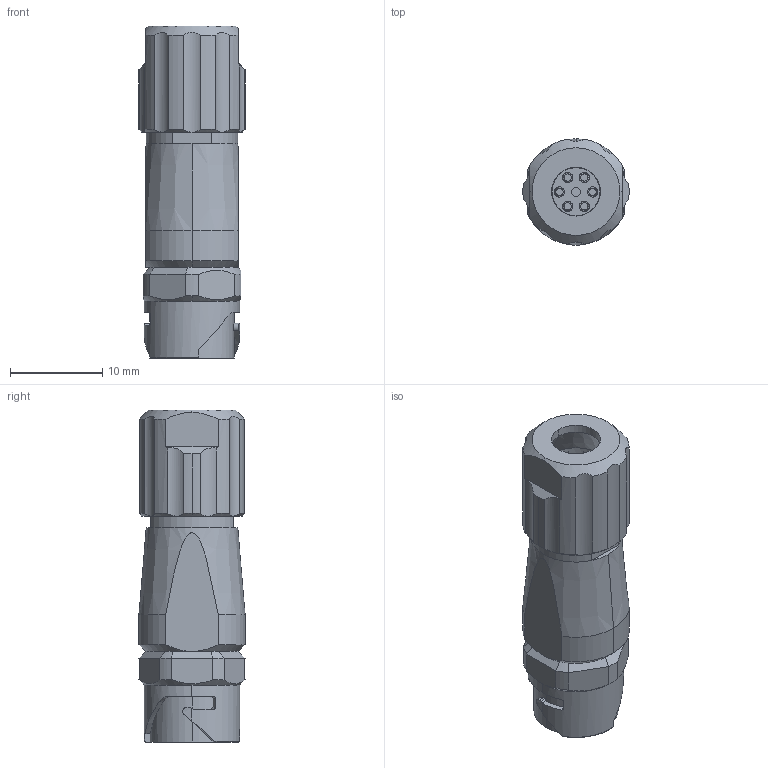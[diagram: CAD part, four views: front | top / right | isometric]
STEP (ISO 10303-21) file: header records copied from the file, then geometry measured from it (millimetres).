
FILE_DESCRIPTION(('OneSpaceDesigner STEP Export'),'2;1');
FILE_NAME('LF07WBJ-6P.stp','2007-09-29T15:00:55',(''),(''),'OneSpace Designer STEP processor for AP214 (Solid Model)','OneSpace Modeling 15.00A 14-Mar-2007 (C) CoCreate Software GmbH','');
FILE_SCHEMA(('AUTOMOTIVE_DESIGN { 1 0 10303 214 1 1 1 1 }'));
Length unit declared in the file: millimetre
Products named in the file (2): LF07WBJ-6P
Assembly tree (1 placements, depth 2):
  LF07WBJ-6P
    LF07WBJ-6P
Bounding box: 11.5 x 11.5 x 35.95 mm (x, y, z)
Surface area: 3074.7 mm2 (no closed solid volume)
Topology: 0 solids, 7 shells, 514 faces, 1351 edges, 872 vertices
Faces by surface type: cylinder 211, plane 177, cone 88, torus 28, bspline 10
Entity records: 16151 total; most frequent: CARTESIAN_POINT 5368, ORIENTED_EDGE 2708, DIRECTION 1667, EDGE_CURVE 1351, VERTEX_POINT 872, AXIS2_PLACEMENT_3D 586, EDGE_LOOP 554, FACE_OUTER_BOUND 514
